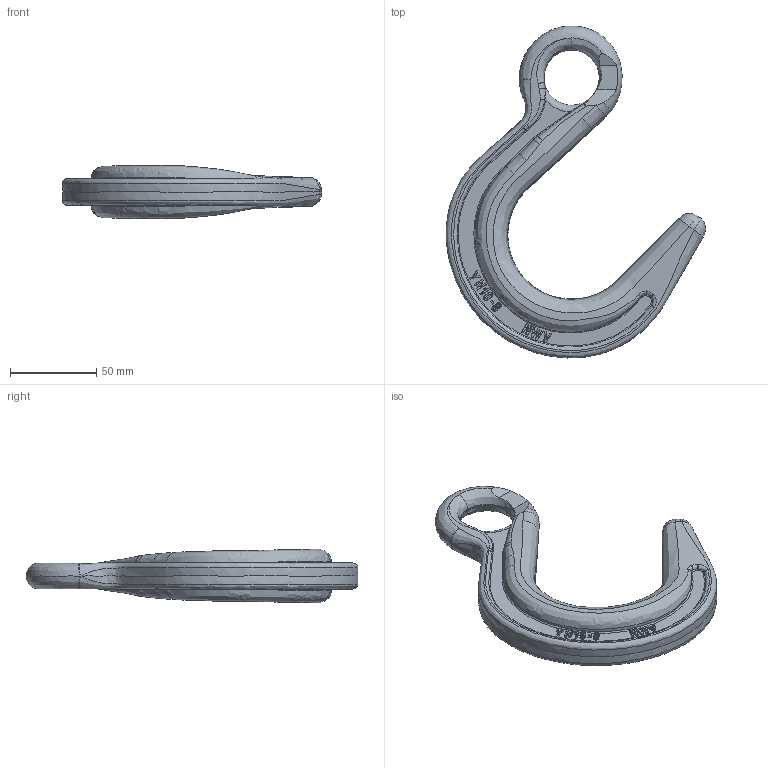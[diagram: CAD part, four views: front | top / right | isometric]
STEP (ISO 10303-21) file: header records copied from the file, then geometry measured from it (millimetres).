
FILE_DESCRIPTION(('CATIA V5 STEP Exchange'),'2;1');
FILE_NAME('X-047-10.stp','2019-08-16T01:59:50+00:00',('none'),('none'),'CATIA Version 5 Release 21 GA (IN-10)','CATIA V5 STEP AP203','none');
FILE_SCHEMA(('CONFIG_CONTROL_DESIGN'));
Products named in the file (1): X-047-10
Bounding box: 150.33 x 192.57 x 31.08 mm (x, y, z)
Volume: 181670.9 mm3; surface area: 34622.4 mm2
Topology: 1 solids, 1 shells, 2486 faces, 6074 edges, 3611 vertices
Faces by surface type: bspline 976, cylinder 705, sphere 479, torus 164, plane 162
Entity records: 150322 total; most frequent: CARTESIAN_POINT 103131, ORIENTED_EDGE 12130, EDGE_CURVE 6065, DIRECTION 5495, VERTEX_POINT 3611, B_SPLINE_CURVE_WITH_KNOTS 3444, AXIS2_PLACEMENT_3D 2922, EDGE_LOOP 2518
